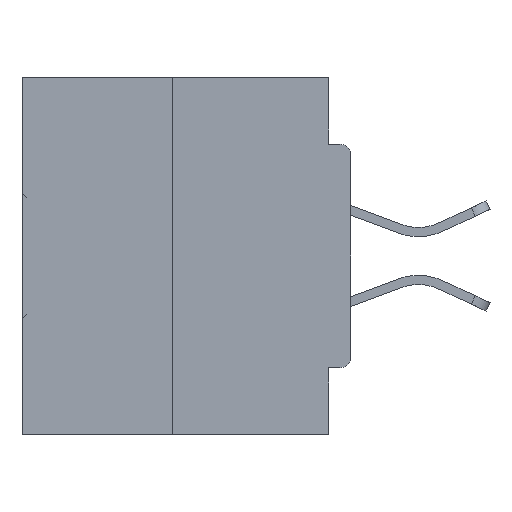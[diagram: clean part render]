
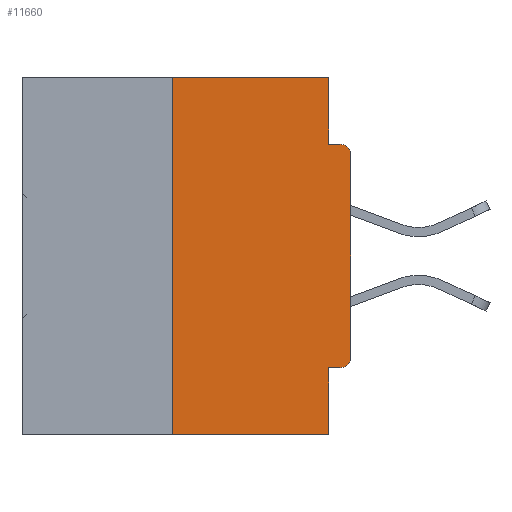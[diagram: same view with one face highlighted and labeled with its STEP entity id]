
A CAD part, left-side view. The second image highlights one B-rep face of the part: STEP entity #11660.
In plain terms, the highlighted planar face has unit normal (-1, 0, 0).
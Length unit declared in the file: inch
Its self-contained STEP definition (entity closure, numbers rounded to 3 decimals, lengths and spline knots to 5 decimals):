
#592 = EDGE_CURVE ( 'NONE', #27660, #31695, #25969, .T. ) ;
#1056 = DIRECTION ( 'NONE',  ( 0., 1., 0. ) ) ;
#1500 = VECTOR ( 'NONE', #37481, 39.37008 ) ;
#2415 = DIRECTION ( 'NONE',  ( 0., -1., 0. ) ) ;
#2604 = VERTEX_POINT ( 'NONE', #4342 ) ;
#4150 = DIRECTION ( 'NONE',  ( 0., -1., 0. ) ) ;
#4342 = CARTESIAN_POINT ( 'NONE',  ( 0., 0., -0.1085 ) ) ;
#4425 = VECTOR ( 'NONE', #2415, 39.37008 ) ;
#6195 = ORIENTED_EDGE ( 'NONE', *, *, #18395, .F. ) ;
#6346 = DIRECTION ( 'NONE',  ( 0., 0., -1. ) ) ;
#6857 = VECTOR ( 'NONE', #23230, 39.37008 ) ;
#8861 = CARTESIAN_POINT ( 'NONE',  ( 0., 0.015, -0.0935 ) ) ;
#8950 = EDGE_LOOP ( 'NONE', ( #9605, #20630, #27263, #18606, #10777, #23752, #11129, #20090, #6195, #33338 ) ) ;
#9219 = VECTOR ( 'NONE', #6346, 39.37008 ) ;
#9405 = DIRECTION ( 'NONE',  ( 0., 0., -1. ) ) ;
#9605 = ORIENTED_EDGE ( 'NONE', *, *, #592, .F. ) ;
#9654 = CARTESIAN_POINT ( 'NONE',  ( 0., 0.031, -0.0935 ) ) ;
#10418 = CARTESIAN_POINT ( 'NONE',  ( 0., 0., -0.3915 ) ) ;
#10777 = ORIENTED_EDGE ( 'NONE', *, *, #17161, .F. ) ;
#10934 = EDGE_CURVE ( 'NONE', #31695, #20219, #37016, .T. ) ;
#11076 = AXIS2_PLACEMENT_3D ( 'NONE', #27391, #27247, #13547 ) ;
#11129 = ORIENTED_EDGE ( 'NONE', *, *, #23285, .T. ) ;
#11660 = ADVANCED_FACE ( 'NONE', ( #14490 ), #22391, .F. ) ;
#12189 = DIRECTION ( 'NONE',  ( 1., 0., 0. ) ) ;
#12293 = LINE ( 'NONE', #40599, #6857 ) ;
#12587 = LINE ( 'NONE', #23257, #4425 ) ;
#13289 = CARTESIAN_POINT ( 'NONE',  ( 0., 0.031, -0.5 ) ) ;
#13547 = DIRECTION ( 'NONE',  ( 0., 0., -1. ) ) ;
#13655 = AXIS2_PLACEMENT_3D ( 'NONE', #29403, #12189, #43566 ) ;
#14490 = FACE_OUTER_BOUND ( 'NONE', #8950, .T. ) ;
#15197 = CARTESIAN_POINT ( 'NONE',  ( 0., 0., -0.4065 ) ) ;
#15380 = EDGE_CURVE ( 'NONE', #27397, #20131, #12587, .T. ) ;
#17161 = EDGE_CURVE ( 'NONE', #22397, #23246, #38951, .T. ) ;
#17332 = VECTOR ( 'NONE', #19504, 39.37008 ) ;
#18395 = EDGE_CURVE ( 'NONE', #20219, #21146, #26876, .T. ) ;
#18606 = ORIENTED_EDGE ( 'NONE', *, *, #38856, .F. ) ;
#19378 = LINE ( 'NONE', #28160, #36856 ) ;
#19504 = DIRECTION ( 'NONE',  ( 0., 0., -1. ) ) ;
#19769 = CARTESIAN_POINT ( 'NONE',  ( 0., 0.46, 0. ) ) ;
#20090 = ORIENTED_EDGE ( 'NONE', *, *, #21642, .T. ) ;
#20131 = VERTEX_POINT ( 'NONE', #37209 ) ;
#20219 = VERTEX_POINT ( 'NONE', #9654 ) ;
#20630 = ORIENTED_EDGE ( 'NONE', *, *, #35561, .F. ) ;
#21146 = VERTEX_POINT ( 'NONE', #8861 ) ;
#21642 = EDGE_CURVE ( 'NONE', #2604, #21146, #33666, .T. ) ;
#22200 = CARTESIAN_POINT ( 'NONE',  ( 0., 0.031, 0. ) ) ;
#22391 = PLANE ( 'NONE',  #13655 ) ;
#22397 = VERTEX_POINT ( 'NONE', #22788 ) ;
#22788 = CARTESIAN_POINT ( 'NONE',  ( 0., 0.015, -0.4065 ) ) ;
#23230 = DIRECTION ( 'NONE',  ( 0., 0., 1. ) ) ;
#23246 = VERTEX_POINT ( 'NONE', #37284 ) ;
#23257 = CARTESIAN_POINT ( 'NONE',  ( 0., 0.46, -0.5 ) ) ;
#23285 = EDGE_CURVE ( 'NONE', #43931, #2604, #12293, .T. ) ;
#23752 = ORIENTED_EDGE ( 'NONE', *, *, #31121, .T. ) ;
#24743 = AXIS2_PLACEMENT_3D ( 'NONE', #37002, #30095, #9405 ) ;
#25969 = LINE ( 'NONE', #19769, #1500 ) ;
#26382 = CARTESIAN_POINT ( 'NONE',  ( 0., 0.25, 0. ) ) ;
#26481 = CARTESIAN_POINT ( 'NONE',  ( 0., 0.031, 0. ) ) ;
#26876 = LINE ( 'NONE', #28169, #29088 ) ;
#27247 = DIRECTION ( 'NONE',  ( -1., 0., 0. ) ) ;
#27263 = ORIENTED_EDGE ( 'NONE', *, *, #15380, .T. ) ;
#27391 = CARTESIAN_POINT ( 'NONE',  ( 0., 0.015, -0.1085 ) ) ;
#27397 = VERTEX_POINT ( 'NONE', #28062 ) ;
#27660 = VERTEX_POINT ( 'NONE', #26382 ) ;
#28062 = CARTESIAN_POINT ( 'NONE',  ( 0., 0.25, -0.5 ) ) ;
#28160 = CARTESIAN_POINT ( 'NONE',  ( 0., 0.25, 0. ) ) ;
#28169 = CARTESIAN_POINT ( 'NONE',  ( 0., 0., -0.0935 ) ) ;
#29088 = VECTOR ( 'NONE', #4150, 39.37008 ) ;
#29403 = CARTESIAN_POINT ( 'NONE',  ( 0., 0.46, 0. ) ) ;
#30095 = DIRECTION ( 'NONE',  ( -1., 0., 0. ) ) ;
#31121 = EDGE_CURVE ( 'NONE', #22397, #43931, #42040, .T. ) ;
#31695 = VERTEX_POINT ( 'NONE', #22200 ) ;
#31870 = DIRECTION ( 'NONE',  ( 0., 0., 1. ) ) ;
#31901 = VECTOR ( 'NONE', #1056, 39.37008 ) ;
#33338 = ORIENTED_EDGE ( 'NONE', *, *, #10934, .F. ) ;
#33666 = CIRCLE ( 'NONE', #11076, 0.015 ) ;
#35561 = EDGE_CURVE ( 'NONE', #27397, #27660, #19378, .T. ) ;
#36856 = VECTOR ( 'NONE', #31870, 39.37008 ) ;
#37002 = CARTESIAN_POINT ( 'NONE',  ( 0., 0.015, -0.3915 ) ) ;
#37016 = LINE ( 'NONE', #26481, #17332 ) ;
#37209 = CARTESIAN_POINT ( 'NONE',  ( 0., 0.031, -0.5 ) ) ;
#37284 = CARTESIAN_POINT ( 'NONE',  ( 0., 0.031, -0.4065 ) ) ;
#37481 = DIRECTION ( 'NONE',  ( 0., -1., 0. ) ) ;
#38856 = EDGE_CURVE ( 'NONE', #23246, #20131, #44084, .T. ) ;
#38951 = LINE ( 'NONE', #15197, #31901 ) ;
#40599 = CARTESIAN_POINT ( 'NONE',  ( 0., 0., 0. ) ) ;
#42040 = CIRCLE ( 'NONE', #24743, 0.015 ) ;
#43566 = DIRECTION ( 'NONE',  ( 0., 0., -1. ) ) ;
#43931 = VERTEX_POINT ( 'NONE', #10418 ) ;
#44084 = LINE ( 'NONE', #13289, #9219 ) ;
